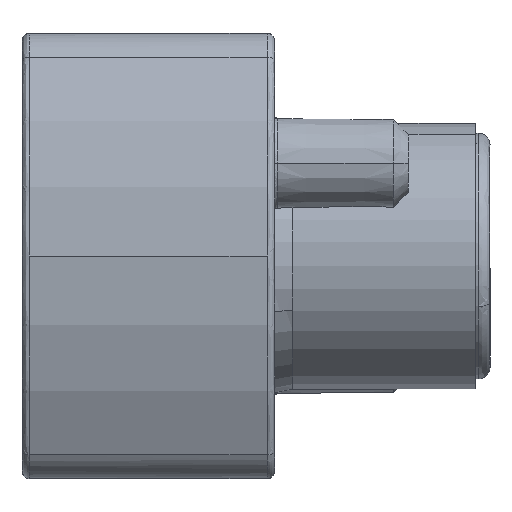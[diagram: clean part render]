
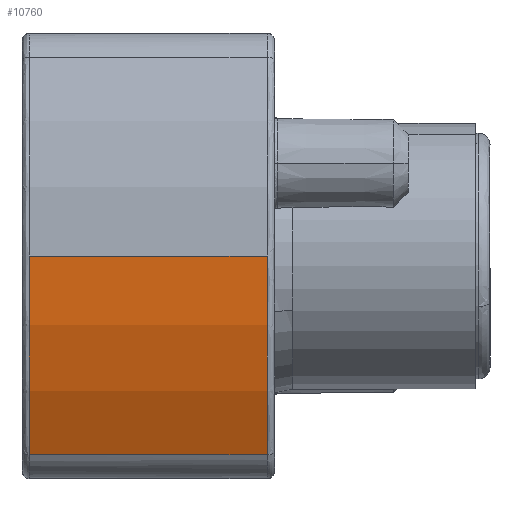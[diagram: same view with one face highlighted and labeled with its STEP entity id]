
A CAD part, left-side view. The second image highlights one B-rep face of the part: STEP entity #10760.
In plain terms, the highlighted cylindrical face has radius 7.367 mm (diameter 14.733 mm), a partial arc.
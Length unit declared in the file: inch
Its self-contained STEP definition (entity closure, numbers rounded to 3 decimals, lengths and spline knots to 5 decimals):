
#3434 = LINE ( 'NONE', #4477, #3439 ) ;
#3435 = CIRCLE ( 'NONE', #28767, 0.29002 ) ;
#3437 = CIRCLE ( 'NONE', #28768, 0.29002 ) ;
#3439 = VECTOR ( 'NONE', #4472, 39.37008 ) ;
#3440 = LINE ( 'NONE', #4481, #3442 ) ;
#3442 = VECTOR ( 'NONE', #4476, 39.37008 ) ;
#4472 = DIRECTION ( 'NONE',  ( 0., 1., 0. ) ) ;
#4476 = DIRECTION ( 'NONE',  ( 0., 1., 0. ) ) ;
#4477 = CARTESIAN_POINT ( 'NONE',  ( -2.96727, -0.133, 0.01616 ) ) ;
#4478 = CARTESIAN_POINT ( 'NONE',  ( -2.70998, -0.005, 0.15 ) ) ;
#4479 = DIRECTION ( 'NONE',  ( 0., -1., 0. ) ) ;
#4480 = DIRECTION ( 'NONE',  ( -1., 0., 0. ) ) ;
#4481 = CARTESIAN_POINT ( 'NONE',  ( -3., -0.133, 0.15 ) ) ;
#4483 = CARTESIAN_POINT ( 'NONE',  ( -2.70998, -0.165, 0.15 ) ) ;
#4484 = DIRECTION ( 'NONE',  ( 0., 1., 0. ) ) ;
#4485 = DIRECTION ( 'NONE',  ( -1., 0., 0. ) ) ;
#9548 = CARTESIAN_POINT ( 'NONE',  ( -2.96727, -0.165, 0.01616 ) ) ;
#9557 = CARTESIAN_POINT ( 'NONE',  ( -3., -0.165, 0.15 ) ) ;
#9560 = CARTESIAN_POINT ( 'NONE',  ( -2.96727, -0.005, 0.01616 ) ) ;
#9564 = CARTESIAN_POINT ( 'NONE',  ( -3., -0.005, 0.15 ) ) ;
#10760 = ADVANCED_FACE ( 'NONE', ( #30876 ), #30885, .T. ) ;
#11451 = EDGE_CURVE ( 'NONE', #18802, #18795, #3435, .T. ) ;
#11452 = EDGE_CURVE ( 'NONE', #18775, #18795, #3434, .T. ) ;
#11453 = EDGE_CURVE ( 'NONE', #18775, #18790, #3437, .T. ) ;
#11454 = EDGE_CURVE ( 'NONE', #18790, #18802, #3440, .T. ) ;
#12187 = ORIENTED_EDGE ( 'NONE', *, *, #11451, .T. ) ;
#12189 = ORIENTED_EDGE ( 'NONE', *, *, #11452, .F. ) ;
#12191 = ORIENTED_EDGE ( 'NONE', *, *, #11453, .T. ) ;
#12195 = ORIENTED_EDGE ( 'NONE', *, *, #11454, .T. ) ;
#13305 = EDGE_LOOP ( 'NONE', ( #12191, #12195, #12187, #12189 ) ) ;
#18775 = VERTEX_POINT ( 'NONE', #9548 ) ;
#18790 = VERTEX_POINT ( 'NONE', #9557 ) ;
#18795 = VERTEX_POINT ( 'NONE', #9560 ) ;
#18802 = VERTEX_POINT ( 'NONE', #9564 ) ;
#28129 = AXIS2_PLACEMENT_3D ( 'NONE', #31852, #31853, #31862 ) ;
#28767 = AXIS2_PLACEMENT_3D ( 'NONE', #4478, #4479, #4480 ) ;
#28768 = AXIS2_PLACEMENT_3D ( 'NONE', #4483, #4484, #4485 ) ;
#30876 = FACE_OUTER_BOUND ( 'NONE', #13305, .T. ) ;
#30885 = CYLINDRICAL_SURFACE ( 'NONE', #28129, 0.29002 ) ;
#31852 = CARTESIAN_POINT ( 'NONE',  ( -2.70998, -0.133, 0.15 ) ) ;
#31853 = DIRECTION ( 'NONE',  ( 0., 1., 0. ) ) ;
#31862 = DIRECTION ( 'NONE',  ( -1., 0., 0. ) ) ;
